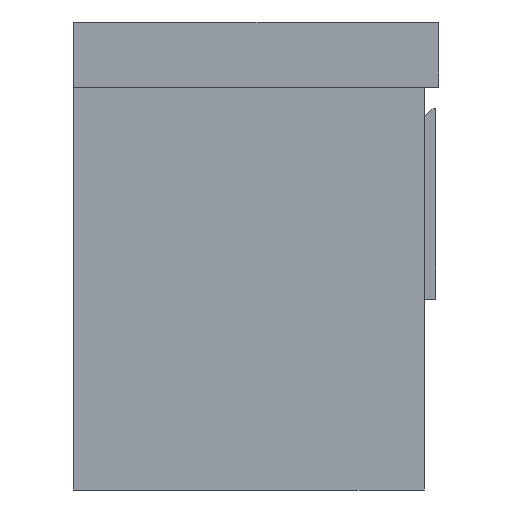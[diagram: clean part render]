
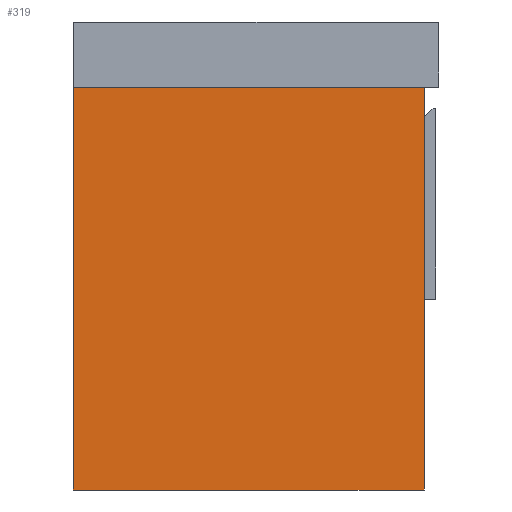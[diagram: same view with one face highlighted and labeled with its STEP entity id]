
A CAD part, left-side view. The second image highlights one B-rep face of the part: STEP entity #319.
In plain terms, the highlighted planar face has unit normal (-1, 0, 0).
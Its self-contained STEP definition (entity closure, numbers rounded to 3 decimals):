
#319=ADVANCED_FACE('',(#396),#1303,.T.);
#396=FACE_OUTER_BOUND('',#473,.T.);
#473=EDGE_LOOP('',(#746,#747,#748,#749));
#746=ORIENTED_EDGE('',*,*,#947,.T.);
#747=ORIENTED_EDGE('',*,*,#948,.T.);
#748=ORIENTED_EDGE('',*,*,#949,.T.);
#749=ORIENTED_EDGE('',*,*,#945,.F.);
#945=EDGE_CURVE('',#1222,#1223,#1108,.T.);
#947=EDGE_CURVE('',#1222,#1224,#1110,.T.);
#948=EDGE_CURVE('',#1224,#1225,#1111,.T.);
#949=EDGE_CURVE('',#1225,#1223,#1112,.T.);
#1108=B_SPLINE_CURVE_WITH_KNOTS('',1,(#2291,#2292),.UNSPECIFIED.,.F.,.F.,
(2,2),(0.,480.),.UNSPECIFIED.);
#1110=B_SPLINE_CURVE_WITH_KNOTS('',1,(#2295,#2296),.UNSPECIFIED.,.F.,.F.,
(2,2),(0.,550.),.UNSPECIFIED.);
#1111=B_SPLINE_CURVE_WITH_KNOTS('',1,(#2297,#2298),.UNSPECIFIED.,.F.,.F.,
(2,2),(0.,480.),.UNSPECIFIED.);
#1112=B_SPLINE_CURVE_WITH_KNOTS('',1,(#2299,#2300),.UNSPECIFIED.,.F.,.F.,
(2,2),(0.,550.),.UNSPECIFIED.);
#1222=VERTEX_POINT('',#2277);
#1223=VERTEX_POINT('',#2278);
#1224=VERTEX_POINT('',#2279);
#1225=VERTEX_POINT('',#2280);
#1303=PLANE('',#1480);
#1480=AXIS2_PLACEMENT_3D('',#2269,#1569,$);
#1569=DIRECTION('',(-1.,0.,0.));
#2269=CARTESIAN_POINT('',(-894.,330.,-48.));
#2277=CARTESIAN_POINT('',(-894.,275.,0.));
#2278=CARTESIAN_POINT('',(-894.,275.,480.));
#2279=CARTESIAN_POINT('',(-894.,-275.,0.));
#2280=CARTESIAN_POINT('',(-894.,-275.,480.));
#2291=CARTESIAN_POINT('',(-894.,275.,0.));
#2292=CARTESIAN_POINT('',(-894.,275.,480.));
#2295=CARTESIAN_POINT('',(-894.,275.,0.));
#2296=CARTESIAN_POINT('',(-894.,-275.,0.));
#2297=CARTESIAN_POINT('',(-894.,-275.,0.));
#2298=CARTESIAN_POINT('',(-894.,-275.,480.));
#2299=CARTESIAN_POINT('',(-894.,-275.,480.));
#2300=CARTESIAN_POINT('',(-894.,275.,480.));
